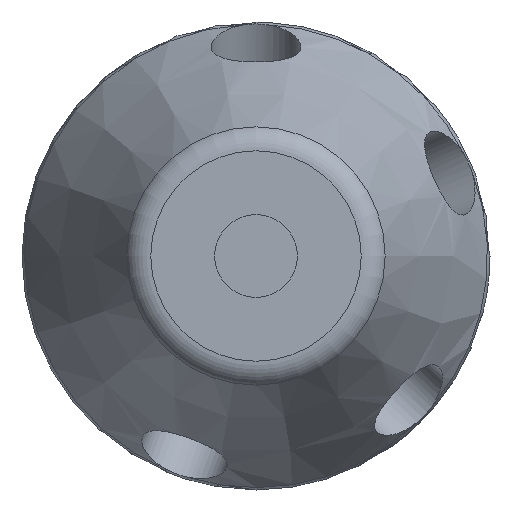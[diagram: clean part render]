
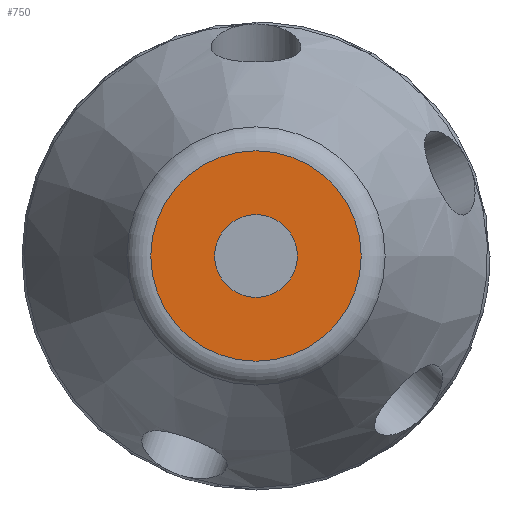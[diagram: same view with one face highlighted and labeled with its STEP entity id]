
A CAD part, front view. The second image highlights one B-rep face of the part: STEP entity #750.
In plain terms, the highlighted planar face has unit normal (0, -1, 0).
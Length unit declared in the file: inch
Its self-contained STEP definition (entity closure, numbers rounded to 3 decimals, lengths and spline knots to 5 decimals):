
#52=FACE_BOUND('',#179,.T.);
#61=PLANE('',#837);
#143=FACE_OUTER_BOUND('',#178,.T.);
#178=EDGE_LOOP('',(#590,#591));
#179=EDGE_LOOP('',(#592,#593));
#242=CIRCLE('',#834,0.24926);
#244=CIRCLE('',#836,0.24926);
#245=CIRCLE('',#838,0.098);
#246=CIRCLE('',#839,0.098);
#337=VERTEX_POINT('',#1444);
#338=VERTEX_POINT('',#1445);
#339=VERTEX_POINT('',#1450);
#340=VERTEX_POINT('',#1451);
#435=EDGE_CURVE('',#337,#338,#242,.T.);
#437=EDGE_CURVE('',#338,#337,#244,.T.);
#438=EDGE_CURVE('',#339,#340,#245,.T.);
#439=EDGE_CURVE('',#340,#339,#246,.T.);
#590=ORIENTED_EDGE('',*,*,#435,.F.);
#591=ORIENTED_EDGE('',*,*,#437,.F.);
#592=ORIENTED_EDGE('',*,*,#438,.T.);
#593=ORIENTED_EDGE('',*,*,#439,.T.);
#750=ADVANCED_FACE('',(#143,#52),#61,.T.);
#834=AXIS2_PLACEMENT_3D('',#1446,#993,#994);
#836=AXIS2_PLACEMENT_3D('',#1448,#997,#998);
#837=AXIS2_PLACEMENT_3D('',#1449,#999,#1000);
#838=AXIS2_PLACEMENT_3D('',#1452,#1001,#1002);
#839=AXIS2_PLACEMENT_3D('',#1453,#1003,#1004);
#993=DIRECTION('center_axis',(0.,1.,0.));
#994=DIRECTION('ref_axis',(-1.,0.,0.));
#997=DIRECTION('center_axis',(0.,1.,0.));
#998=DIRECTION('ref_axis',(-1.,0.,0.));
#999=DIRECTION('center_axis',(0.,-1.,0.));
#1000=DIRECTION('ref_axis',(0.,0.,-1.));
#1001=DIRECTION('center_axis',(0.,1.,0.));
#1002=DIRECTION('ref_axis',(1.,0.,0.));
#1003=DIRECTION('center_axis',(0.,1.,0.));
#1004=DIRECTION('ref_axis',(1.,0.,0.));
#1444=CARTESIAN_POINT('',(0.24926,-1.0891,0.));
#1445=CARTESIAN_POINT('',(0.,-1.0891,0.24926));
#1446=CARTESIAN_POINT('Origin',(0.,-1.0891,0.));
#1448=CARTESIAN_POINT('Origin',(0.,-1.0891,0.));
#1449=CARTESIAN_POINT('Origin',(0.,-1.0891,0.));
#1450=CARTESIAN_POINT('',(0.098,-1.0891,0.));
#1451=CARTESIAN_POINT('',(-0.098,-1.0891,0.));
#1452=CARTESIAN_POINT('Origin',(0.,-1.0891,0.));
#1453=CARTESIAN_POINT('Origin',(0.,-1.0891,0.));
